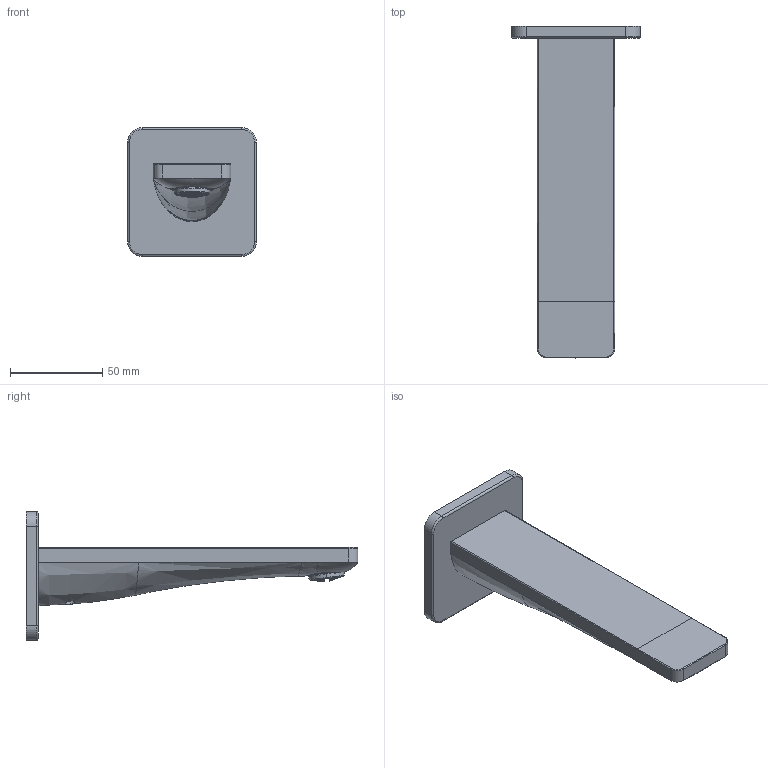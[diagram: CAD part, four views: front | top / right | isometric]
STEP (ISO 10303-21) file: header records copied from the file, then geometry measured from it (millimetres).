
FILE_DESCRIPTION(/* description */ (''),/* implementation_level */ '2;1');
FILE_NAME(/* name */ 'STEP - 168690200_2267481, 2267482, 2267483',/* time_stamp */ '2025-08-06T11:13:32+10:00',/* author */ (''),/* organization */ (''),/* preprocessor_version */ 'ST-DEVELOPER v16.5',/* originating_system */ 'Rhino 7.37',/* authorisation */ '');
FILE_SCHEMA (('AUTOMOTIVE_DESIGN'));
Length unit declared in the file: millimetre
Products named in the file (10): Document; 3D drawing-2267481(168690200)-Mizu Bloc Mk3 Bsn Bath O L 160 CP 6.stp
 LF; 168690200_ASM; 203126442426; 2050767827052; 2030208699011; 2080002306017; 20501061160134; 2060249301265; 2050102716016
Assembly tree (12 placements, depth 4):
  Document
    3D drawing-2267481(168690200)-Mizu Bloc Mk3 Bsn Bath O L 160 CP 6.stp
 LF
      168690200_ASM
        203126442426
        2050767827052
        2030208699011
        2080002306017  x2
        20501061160134  x2
        2060249301265
        2050102716016  x2
Bounding box: 70 x 180.27 x 70 mm (x, y, z)
Volume: 68235.8 mm3; surface area: 60163.1 mm2
Topology: 10 solids, 22 shells, 1173 faces, 3410 edges, 2202 vertices
Faces by surface type: plane 847, cylinder 184, bspline 142
Entity records: 40999 total; most frequent: CARTESIAN_POINT 19885, ORIENTED_EDGE 6482, EDGE_CURVE 3267, B_SPLINE_CURVE_WITH_KNOTS 2181, VERTEX_POINT 2119, EDGE_LOOP 1296, ADVANCED_FACE 1115, FACE_OUTER_BOUND 1115
